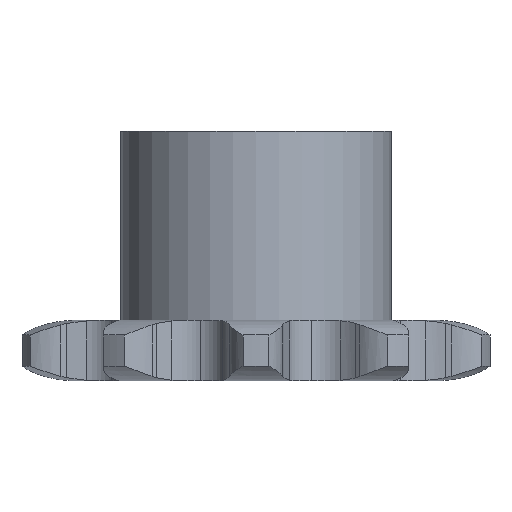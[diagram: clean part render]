
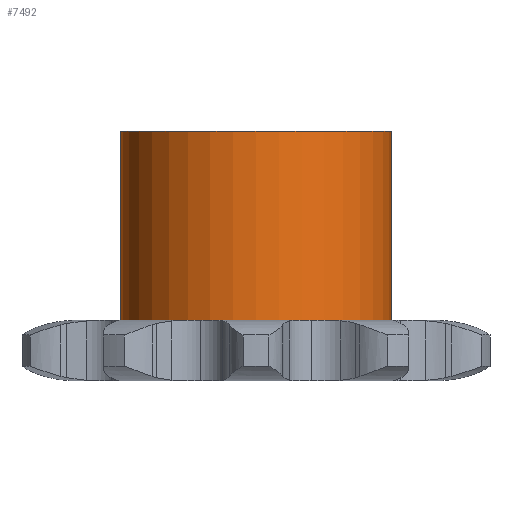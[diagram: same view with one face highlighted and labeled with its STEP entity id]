
A CAD part, left-side view. The second image highlights one B-rep face of the part: STEP entity #7492.
In plain terms, the highlighted cylindrical face has radius 6.5 mm (diameter 13 mm), a full revolution.
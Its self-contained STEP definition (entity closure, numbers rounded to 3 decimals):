
#470 = PLANE('',#471);
#471 = AXIS2_PLACEMENT_3D('',#472,#473,#474);
#472 = CARTESIAN_POINT('',(0.,0.,2.9));
#473 = DIRECTION('',(-0.,-0.,-1.));
#474 = DIRECTION('',(-1.,0.,0.));
#1939 = EDGE_CURVE('',#1940,#1940,#1942,.T.);
#1940 = VERTEX_POINT('',#1941);
#1941 = CARTESIAN_POINT('',(6.5,0.,2.9));
#1942 = SURFACE_CURVE('',#1943,(#1948,#1955),.PCURVE_S1.);
#1943 = CIRCLE('',#1944,6.5);
#1944 = AXIS2_PLACEMENT_3D('',#1945,#1946,#1947);
#1945 = CARTESIAN_POINT('',(0.,0.,2.9));
#1946 = DIRECTION('',(0.,0.,-1.));
#1947 = DIRECTION('',(1.,0.,0.));
#1948 = PCURVE('',#470,#1949);
#1949 = DEFINITIONAL_REPRESENTATION('',(#1950),#1954);
#1950 = CIRCLE('',#1951,6.5);
#1951 = AXIS2_PLACEMENT_2D('',#1952,#1953);
#1952 = CARTESIAN_POINT('',(0.,0.));
#1953 = DIRECTION('',(-1.,0.));
#1954 = ( GEOMETRIC_REPRESENTATION_CONTEXT(2) 
PARAMETRIC_REPRESENTATION_CONTEXT() REPRESENTATION_CONTEXT('2D SPACE',''
  ) );
#1955 = PCURVE('',#1956,#1961);
#1956 = CYLINDRICAL_SURFACE('',#1957,6.5);
#1957 = AXIS2_PLACEMENT_3D('',#1958,#1959,#1960);
#1958 = CARTESIAN_POINT('',(0.,0.,0.));
#1959 = DIRECTION('',(-0.,-0.,-1.));
#1960 = DIRECTION('',(1.,0.,0.));
#1961 = DEFINITIONAL_REPRESENTATION('',(#1962),#1966);
#1962 = LINE('',#1963,#1964);
#1963 = CARTESIAN_POINT('',(-6.283,-2.9));
#1964 = VECTOR('',#1965,1.);
#1965 = DIRECTION('',(1.,-0.));
#1966 = ( GEOMETRIC_REPRESENTATION_CONTEXT(2) 
PARAMETRIC_REPRESENTATION_CONTEXT() REPRESENTATION_CONTEXT('2D SPACE',''
  ) );
#7492 = ADVANCED_FACE('',(#7493),#1956,.T.);
#7493 = FACE_BOUND('',#7494,.F.);
#7494 = EDGE_LOOP('',(#7495,#7496,#7519,#7546));
#7495 = ORIENTED_EDGE('',*,*,#1939,.T.);
#7496 = ORIENTED_EDGE('',*,*,#7497,.T.);
#7497 = EDGE_CURVE('',#1940,#7498,#7500,.T.);
#7498 = VERTEX_POINT('',#7499);
#7499 = CARTESIAN_POINT('',(6.5,0.,12.));
#7500 = SEAM_CURVE('',#7501,(#7505,#7512),.PCURVE_S1.);
#7501 = LINE('',#7502,#7503);
#7502 = CARTESIAN_POINT('',(6.5,0.,0.));
#7503 = VECTOR('',#7504,1.);
#7504 = DIRECTION('',(0.,0.,1.));
#7505 = PCURVE('',#1956,#7506);
#7506 = DEFINITIONAL_REPRESENTATION('',(#7507),#7511);
#7507 = LINE('',#7508,#7509);
#7508 = CARTESIAN_POINT('',(-6.283,0.));
#7509 = VECTOR('',#7510,1.);
#7510 = DIRECTION('',(-0.,-1.));
#7511 = ( GEOMETRIC_REPRESENTATION_CONTEXT(2) 
PARAMETRIC_REPRESENTATION_CONTEXT() REPRESENTATION_CONTEXT('2D SPACE',''
  ) );
#7512 = PCURVE('',#1956,#7513);
#7513 = DEFINITIONAL_REPRESENTATION('',(#7514),#7518);
#7514 = LINE('',#7515,#7516);
#7515 = CARTESIAN_POINT('',(-0.,0.));
#7516 = VECTOR('',#7517,1.);
#7517 = DIRECTION('',(-0.,-1.));
#7518 = ( GEOMETRIC_REPRESENTATION_CONTEXT(2) 
PARAMETRIC_REPRESENTATION_CONTEXT() REPRESENTATION_CONTEXT('2D SPACE',''
  ) );
#7519 = ORIENTED_EDGE('',*,*,#7520,.T.);
#7520 = EDGE_CURVE('',#7498,#7498,#7521,.T.);
#7521 = SURFACE_CURVE('',#7522,(#7527,#7534),.PCURVE_S1.);
#7522 = CIRCLE('',#7523,6.5);
#7523 = AXIS2_PLACEMENT_3D('',#7524,#7525,#7526);
#7524 = CARTESIAN_POINT('',(0.,0.,12.));
#7525 = DIRECTION('',(0.,0.,1.));
#7526 = DIRECTION('',(1.,0.,0.));
#7527 = PCURVE('',#1956,#7528);
#7528 = DEFINITIONAL_REPRESENTATION('',(#7529),#7533);
#7529 = LINE('',#7530,#7531);
#7530 = CARTESIAN_POINT('',(-0.,-12.));
#7531 = VECTOR('',#7532,1.);
#7532 = DIRECTION('',(-1.,0.));
#7533 = ( GEOMETRIC_REPRESENTATION_CONTEXT(2) 
PARAMETRIC_REPRESENTATION_CONTEXT() REPRESENTATION_CONTEXT('2D SPACE',''
  ) );
#7534 = PCURVE('',#7535,#7540);
#7535 = PLANE('',#7536);
#7536 = AXIS2_PLACEMENT_3D('',#7537,#7538,#7539);
#7537 = CARTESIAN_POINT('',(0.,0.,12.));
#7538 = DIRECTION('',(0.,0.,1.));
#7539 = DIRECTION('',(1.,0.,0.));
#7540 = DEFINITIONAL_REPRESENTATION('',(#7541),#7545);
#7541 = CIRCLE('',#7542,6.5);
#7542 = AXIS2_PLACEMENT_2D('',#7543,#7544);
#7543 = CARTESIAN_POINT('',(0.,0.));
#7544 = DIRECTION('',(1.,0.));
#7545 = ( GEOMETRIC_REPRESENTATION_CONTEXT(2) 
PARAMETRIC_REPRESENTATION_CONTEXT() REPRESENTATION_CONTEXT('2D SPACE',''
  ) );
#7546 = ORIENTED_EDGE('',*,*,#7497,.F.);
